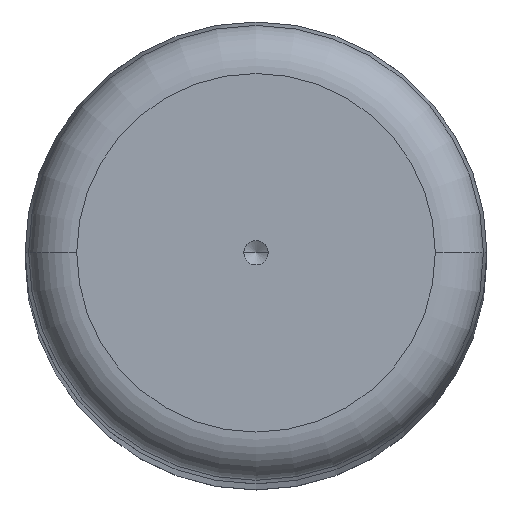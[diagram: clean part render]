
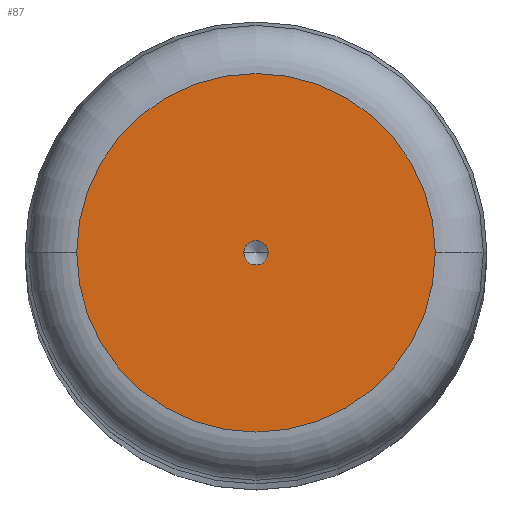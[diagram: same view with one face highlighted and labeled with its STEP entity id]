
A CAD part, top view. The second image highlights one B-rep face of the part: STEP entity #87.
In plain terms, the highlighted planar face has unit normal (0, 0, 1).
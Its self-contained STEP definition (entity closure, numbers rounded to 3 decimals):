
#1 = CARTESIAN_POINT ( 'NONE',  ( -14.75, 0., 300. ) ) ;
#13 = EDGE_CURVE ( 'NONE', #170, #639, #637, .T. ) ;
#38 = DIRECTION ( 'NONE',  ( 0., 0., 1. ) ) ;
#85 = DIRECTION ( 'NONE',  ( 0., 0., 1. ) ) ;
#87 = ADVANCED_FACE ( 'NONE', ( #214, #381 ), #651, .T. ) ;
#94 = ORIENTED_EDGE ( 'NONE', *, *, #492, .T. ) ;
#151 = CARTESIAN_POINT ( 'NONE',  ( 0., 0., 300. ) ) ;
#163 = EDGE_CURVE ( 'NONE', #364, #216, #470, .T. ) ;
#166 = CARTESIAN_POINT ( 'NONE',  ( 1., 0., 300. ) ) ;
#170 = VERTEX_POINT ( 'NONE', #166 ) ;
#184 = CIRCLE ( 'NONE', #356, 1. ) ;
#214 = FACE_BOUND ( 'NONE', #343, .T. ) ;
#216 = VERTEX_POINT ( 'NONE', #298 ) ;
#222 = ORIENTED_EDGE ( 'NONE', *, *, #163, .T. ) ;
#223 = DIRECTION ( 'NONE',  ( 1., 0., 0. ) ) ;
#244 = CARTESIAN_POINT ( 'NONE',  ( 0., 0., 300. ) ) ;
#286 = ORIENTED_EDGE ( 'NONE', *, *, #410, .F. ) ;
#298 = CARTESIAN_POINT ( 'NONE',  ( 14.75, 0., 300. ) ) ;
#303 = CARTESIAN_POINT ( 'NONE',  ( -1., 0., 300. ) ) ;
#320 = AXIS2_PLACEMENT_3D ( 'NONE', #463, #677, #513 ) ;
#342 = DIRECTION ( 'NONE',  ( 1., 0., 0. ) ) ;
#343 = EDGE_LOOP ( 'NONE', ( #640, #286 ) ) ;
#356 = AXIS2_PLACEMENT_3D ( 'NONE', #594, #500, #598 ) ;
#364 = VERTEX_POINT ( 'NONE', #1 ) ;
#370 = AXIS2_PLACEMENT_3D ( 'NONE', #501, #85, #455 ) ;
#381 = FACE_OUTER_BOUND ( 'NONE', #471, .T. ) ;
#410 = EDGE_CURVE ( 'NONE', #639, #170, #184, .T. ) ;
#431 = CIRCLE ( 'NONE', #662, 14.75 ) ;
#455 = DIRECTION ( 'NONE',  ( 1., 0., 0. ) ) ;
#463 = CARTESIAN_POINT ( 'NONE',  ( 0., 0., 300. ) ) ;
#470 = CIRCLE ( 'NONE', #320, 14.75 ) ;
#471 = EDGE_LOOP ( 'NONE', ( #94, #222 ) ) ;
#480 = DIRECTION ( 'NONE',  ( 0., 0., 1. ) ) ;
#481 = AXIS2_PLACEMENT_3D ( 'NONE', #244, #38, #342 ) ;
#492 = EDGE_CURVE ( 'NONE', #216, #364, #431, .T. ) ;
#500 = DIRECTION ( 'NONE',  ( 0., 0., 1. ) ) ;
#501 = CARTESIAN_POINT ( 'NONE',  ( 0., 0., 300. ) ) ;
#513 = DIRECTION ( 'NONE',  ( 1., 0., 0. ) ) ;
#594 = CARTESIAN_POINT ( 'NONE',  ( 0., 0., 300. ) ) ;
#598 = DIRECTION ( 'NONE',  ( 1., 0., 0. ) ) ;
#637 = CIRCLE ( 'NONE', #370, 1. ) ;
#639 = VERTEX_POINT ( 'NONE', #303 ) ;
#640 = ORIENTED_EDGE ( 'NONE', *, *, #13, .F. ) ;
#651 = PLANE ( 'NONE',  #481 ) ;
#662 = AXIS2_PLACEMENT_3D ( 'NONE', #151, #480, #223 ) ;
#677 = DIRECTION ( 'NONE',  ( 0., 0., 1. ) ) ;
